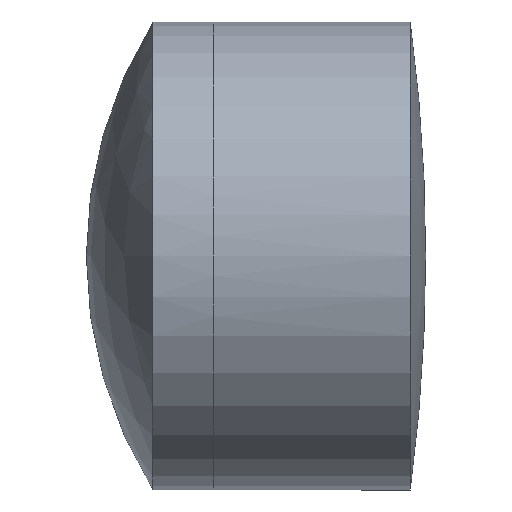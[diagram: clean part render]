
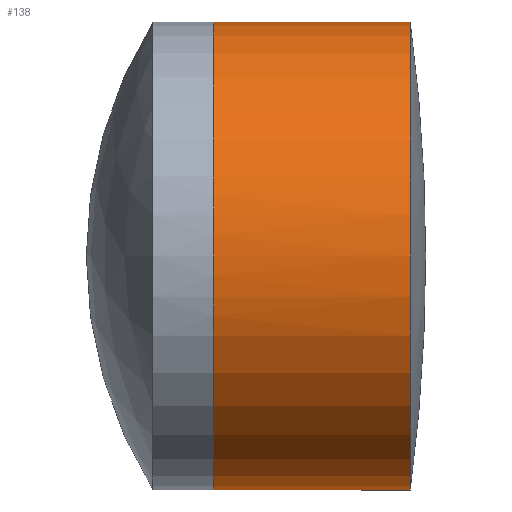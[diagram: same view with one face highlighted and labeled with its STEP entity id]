
A CAD part, front view. The second image highlights one B-rep face of the part: STEP entity #138.
In plain terms, the highlighted cylindrical face has radius 4 mm (diameter 8 mm), a partial arc.
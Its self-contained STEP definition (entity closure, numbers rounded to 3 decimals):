
#1 = DIRECTION ( 'NONE',  ( -1., 0., 0. ) ) ;
#15 = CARTESIAN_POINT ( 'NONE',  ( 266.702, 0., -4. ) ) ;
#35 = AXIS2_PLACEMENT_3D ( 'NONE', #229, #177, #314 ) ;
#46 = CARTESIAN_POINT ( 'NONE',  ( -0.552, 0., -4. ) ) ;
#48 = DIRECTION ( 'NONE',  ( -1., 0., 0. ) ) ;
#71 = ORIENTED_EDGE ( 'NONE', *, *, #209, .T. ) ;
#77 = CIRCLE ( 'NONE', #325, 4. ) ;
#86 = VECTOR ( 'NONE', #244, 1000. ) ;
#88 = AXIS2_PLACEMENT_3D ( 'NONE', #169, #1, #144 ) ;
#91 = VERTEX_POINT ( 'NONE', #262 ) ;
#95 = VERTEX_POINT ( 'NONE', #15 ) ;
#102 = CYLINDRICAL_SURFACE ( 'NONE', #88, 4. ) ;
#105 = EDGE_CURVE ( 'NONE', #161, #91, #77, .T. ) ;
#124 = EDGE_CURVE ( 'NONE', #95, #233, #191, .T. ) ;
#131 = EDGE_CURVE ( 'NONE', #95, #161, #266, .T. ) ;
#132 = ORIENTED_EDGE ( 'NONE', *, *, #124, .T. ) ;
#138 = ADVANCED_FACE ( 'NONE', ( #243 ), #102, .T. ) ;
#144 = DIRECTION ( 'NONE',  ( 0., 0., 1. ) ) ;
#155 = LINE ( 'NONE', #286, #86 ) ;
#159 = ORIENTED_EDGE ( 'NONE', *, *, #131, .F. ) ;
#161 = VERTEX_POINT ( 'NONE', #312 ) ;
#169 = CARTESIAN_POINT ( 'NONE',  ( -0.552, 0., 0. ) ) ;
#171 = DIRECTION ( 'NONE',  ( -1., 0., 0. ) ) ;
#177 = DIRECTION ( 'NONE',  ( -1., 0., 0. ) ) ;
#191 = CIRCLE ( 'NONE', #35, 4. ) ;
#209 = EDGE_CURVE ( 'NONE', #233, #91, #155, .T. ) ;
#229 = CARTESIAN_POINT ( 'NONE',  ( 266.702, 0., 0. ) ) ;
#230 = EDGE_LOOP ( 'NONE', ( #159, #132, #71, #319 ) ) ;
#233 = VERTEX_POINT ( 'NONE', #335 ) ;
#243 = FACE_OUTER_BOUND ( 'NONE', #230, .T. ) ;
#244 = DIRECTION ( 'NONE',  ( -1., 0., 0. ) ) ;
#262 = CARTESIAN_POINT ( 'NONE',  ( 263.336, 0., 4. ) ) ;
#266 = LINE ( 'NONE', #46, #328 ) ;
#286 = CARTESIAN_POINT ( 'NONE',  ( -0.552, 0., 4. ) ) ;
#304 = DIRECTION ( 'NONE',  ( 0., 0., 1. ) ) ;
#312 = CARTESIAN_POINT ( 'NONE',  ( 263.336, 0., -4. ) ) ;
#314 = DIRECTION ( 'NONE',  ( 0., 0., 1. ) ) ;
#319 = ORIENTED_EDGE ( 'NONE', *, *, #105, .F. ) ;
#325 = AXIS2_PLACEMENT_3D ( 'NONE', #337, #171, #304 ) ;
#328 = VECTOR ( 'NONE', #48, 1000. ) ;
#335 = CARTESIAN_POINT ( 'NONE',  ( 266.702, 0., 4. ) ) ;
#337 = CARTESIAN_POINT ( 'NONE',  ( 263.336, 0., 0. ) ) ;
